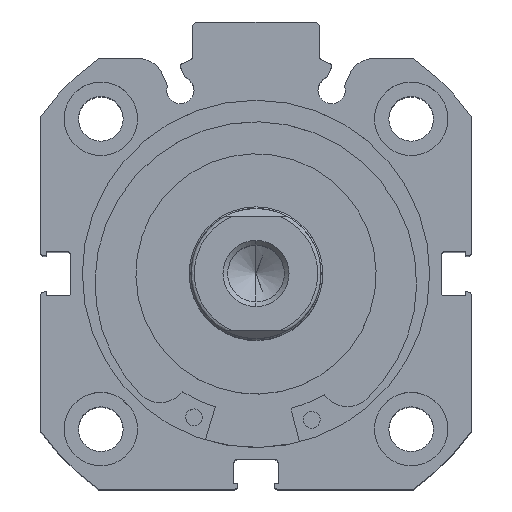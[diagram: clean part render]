
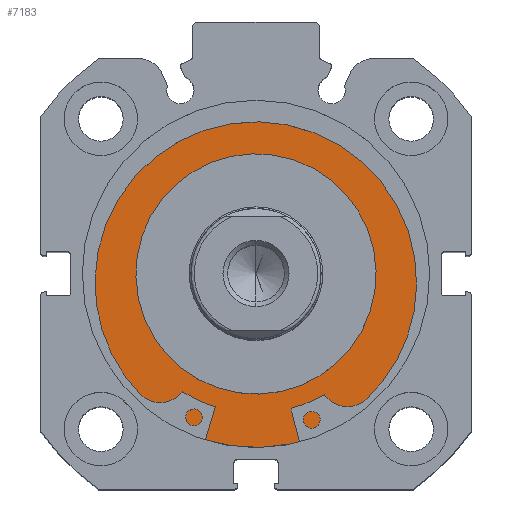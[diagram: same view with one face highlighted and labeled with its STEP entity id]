
A CAD part, top view. The second image highlights one B-rep face of the part: STEP entity #7183.
In plain terms, the highlighted face is planar.
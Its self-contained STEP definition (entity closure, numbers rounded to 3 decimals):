
#1915 = EDGE_CURVE ( 'NONE', #4482, #4485, #3157, .T. ) ;
#1916 = EDGE_CURVE ( 'NONE', #4484, #4478, #3158, .T. ) ;
#1933 = EDGE_CURVE ( 'NONE', #4478, #4484, #3180, .T. ) ;
#1978 = EDGE_CURVE ( 'NONE', #4485, #4482, #3248, .T. ) ;
#2314 = EDGE_LOOP ( 'NONE', ( #4622, #4634 ) ) ;
#2319 = EDGE_LOOP ( 'NONE', ( #4618, #4621 ) ) ;
#3157 = CIRCLE ( 'NONE', #3412, 18. ) ;
#3158 = CIRCLE ( 'NONE', #3411, 26. ) ;
#3180 = CIRCLE ( 'NONE', #3424, 26. ) ;
#3248 = CIRCLE ( 'NONE', #3444, 18. ) ;
#3411 = AXIS2_PLACEMENT_3D ( 'NONE', #5330, #5331, #5332 ) ;
#3412 = AXIS2_PLACEMENT_3D ( 'NONE', #5326, #5328, #5329 ) ;
#3424 = AXIS2_PLACEMENT_3D ( 'NONE', #5368, #5376, #5377 ) ;
#3444 = AXIS2_PLACEMENT_3D ( 'NONE', #5495, #5502, #5503 ) ;
#3617 = AXIS2_PLACEMENT_3D ( 'NONE', #6831, #6838, #6839 ) ;
#4478 = VERTEX_POINT ( 'NONE', #5802 ) ;
#4482 = VERTEX_POINT ( 'NONE', #5806 ) ;
#4484 = VERTEX_POINT ( 'NONE', #5808 ) ;
#4485 = VERTEX_POINT ( 'NONE', #5809 ) ;
#4618 = ORIENTED_EDGE ( 'NONE', *, *, #1916, .T. ) ;
#4621 = ORIENTED_EDGE ( 'NONE', *, *, #1933, .T. ) ;
#4622 = ORIENTED_EDGE ( 'NONE', *, *, #1915, .F. ) ;
#4634 = ORIENTED_EDGE ( 'NONE', *, *, #1978, .F. ) ;
#5326 = CARTESIAN_POINT ( 'NONE',  ( 3.5, 0., 0. ) ) ;
#5328 = DIRECTION ( 'NONE',  ( -1., 0., 0. ) ) ;
#5329 = DIRECTION ( 'NONE',  ( 0., 0., 1. ) ) ;
#5330 = CARTESIAN_POINT ( 'NONE',  ( 3.5, 0., 0. ) ) ;
#5331 = DIRECTION ( 'NONE',  ( -1., 0., 0. ) ) ;
#5332 = DIRECTION ( 'NONE',  ( 0., 0., 1. ) ) ;
#5368 = CARTESIAN_POINT ( 'NONE',  ( 3.5, 0., 0. ) ) ;
#5376 = DIRECTION ( 'NONE',  ( -1., 0., 0. ) ) ;
#5377 = DIRECTION ( 'NONE',  ( 0., 0., 1. ) ) ;
#5495 = CARTESIAN_POINT ( 'NONE',  ( 3.5, 0., 0. ) ) ;
#5502 = DIRECTION ( 'NONE',  ( -1., 0., 0. ) ) ;
#5503 = DIRECTION ( 'NONE',  ( 0., 0., 1. ) ) ;
#5802 = CARTESIAN_POINT ( 'NONE',  ( 3.5, 0., -26. ) ) ;
#5806 = CARTESIAN_POINT ( 'NONE',  ( 3.5, 0., 18. ) ) ;
#5808 = CARTESIAN_POINT ( 'NONE',  ( 3.5, 0., 26. ) ) ;
#5809 = CARTESIAN_POINT ( 'NONE',  ( 3.5, 0., -18. ) ) ;
#6586 = FACE_OUTER_BOUND ( 'NONE', #2319, .T. ) ;
#6590 = FACE_BOUND ( 'NONE', #2314, .T. ) ;
#6831 = CARTESIAN_POINT ( 'NONE',  ( 3.5, 26., 0. ) ) ;
#6837 = PLANE ( 'NONE',  #3617 ) ;
#6838 = DIRECTION ( 'NONE',  ( 1., 0., 0. ) ) ;
#6839 = DIRECTION ( 'NONE',  ( 0., 0., -1. ) ) ;
#7183 = ADVANCED_FACE ( 'NONE', ( #6590, #6586 ), #6837, .F. ) ;
